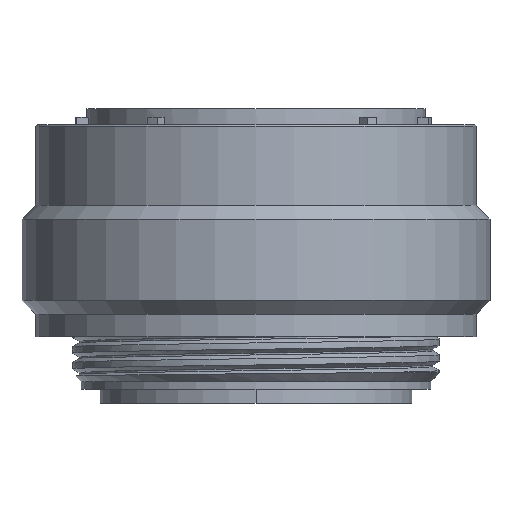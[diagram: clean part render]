
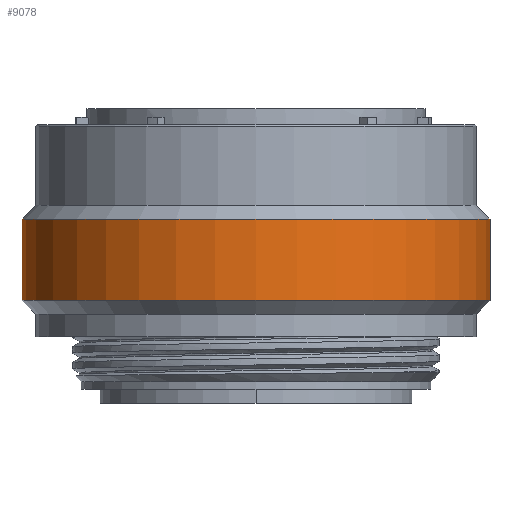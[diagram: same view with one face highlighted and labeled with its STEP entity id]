
A CAD part, front view. The second image highlights one B-rep face of the part: STEP entity #9078.
In plain terms, the highlighted cylindrical face has radius 21 mm (diameter 42 mm), a partial arc.
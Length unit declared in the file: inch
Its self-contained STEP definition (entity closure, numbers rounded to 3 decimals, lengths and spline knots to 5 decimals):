
#1784=DIRECTION('',(0.,0.,-1.));
#1785=VECTOR('',#1784,0.2874);
#1786=CARTESIAN_POINT('',(0.82677,0.,0.06299));
#1787=LINE('',#1786,#1785);
#1788=DIRECTION('',(0.,0.,-1.));
#1789=VECTOR('',#1788,0.2874);
#1790=CARTESIAN_POINT('',(-0.82677,0.,0.06299));
#1791=LINE('',#1790,#1789);
#1792=CARTESIAN_POINT('',(0.,0.,0.06299));
#1793=DIRECTION('',(0.,0.,-1.));
#1794=DIRECTION('',(1.,0.,0.));
#1795=AXIS2_PLACEMENT_3D('',#1792,#1793,#1794);
#1815=CARTESIAN_POINT('',(0.,0.,-0.22441));
#1816=DIRECTION('',(0.,0.,-1.));
#1817=DIRECTION('',(1.,0.,0.));
#1818=AXIS2_PLACEMENT_3D('',#1815,#1816,#1817);
#5362=CARTESIAN_POINT('',(0.82677,0.,0.06299));
#5364=VERTEX_POINT('',#5362);
#5365=CARTESIAN_POINT('',(0.82677,0.,-0.22441));
#5366=VERTEX_POINT('',#5365);
#5368=CARTESIAN_POINT('',(-0.82677,0.,0.06299));
#5370=VERTEX_POINT('',#5368);
#5371=CARTESIAN_POINT('',(-0.82677,0.,-0.22441));
#5372=VERTEX_POINT('',#5371);
#9064=CARTESIAN_POINT('',(0.,0.,-0.39327));
#9065=DIRECTION('',(0.,0.,1.));
#9066=DIRECTION('',(-1.,0.,0.));
#9067=AXIS2_PLACEMENT_3D('',#9064,#9065,#9066);
#9068=CYLINDRICAL_SURFACE('',#9067,0.82677);
#9070=ORIENTED_EDGE('',*,*,#9069,.T.);
#9072=ORIENTED_EDGE('',*,*,#9071,.T.);
#9074=ORIENTED_EDGE('',*,*,#9073,.F.);
#9075=ORIENTED_EDGE('',*,*,#9057,.F.);
#9076=EDGE_LOOP('',(#9070,#9072,#9074,#9075));
#9077=FACE_OUTER_BOUND('',#9076,.F.);
#9078=ADVANCED_FACE('',(#9077),#9068,.T.);
#1796=CIRCLE('',#1795,0.82677);
#1819=CIRCLE('',#1818,0.82677);
#9057=EDGE_CURVE('',#5364,#5370,#1796,.T.);
#9069=EDGE_CURVE('',#5364,#5366,#1787,.T.);
#9071=EDGE_CURVE('',#5366,#5372,#1819,.T.);
#9073=EDGE_CURVE('',#5370,#5372,#1791,.T.);
